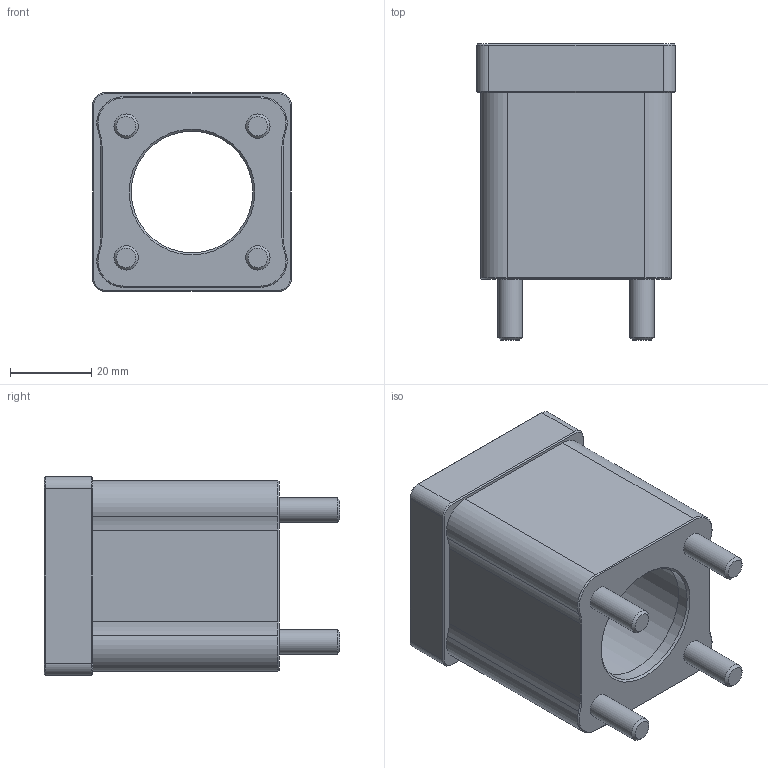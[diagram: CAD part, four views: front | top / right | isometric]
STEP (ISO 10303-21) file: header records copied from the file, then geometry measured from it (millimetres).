
FILE_DESCRIPTION(/* description */ (''),/* implementation_level */ '2;1');
FILE_NAME(/* name */ 'CAD_73442.stp',/* time_stamp */ '2016-11-11T10:54:00+01:00',/* author */ ('Hypex'),/* organization */ ('Hypex'),/* preprocessor_version */ 'ST-DEVELOPER v16.1',/* originating_system */ 'Autodesk Inventor 2016',/* authorisation */ '');
FILE_SCHEMA (('AUTOMOTIVE_DESIGN { 1 0 10303 214 3 1 1 }'));
Length unit declared in the file: millimetre
Products named in the file (1): CAD_73442
Bounding box: 49 x 73 x 49 mm (x, y, z)
Volume: 75347.5 mm3; surface area: 22070 mm2
Topology: 1 solids, 1 shells, 90 faces, 185 edges, 112 vertices
Faces by surface type: plane 37, cylinder 31, cone 22
Full cylindrical faces by diameter (mm): 3.242 x4, 6 x4, 30 x2, 34 x1
Entity records: 2304 total; most frequent: DIRECTION 434, CARTESIAN_POINT 371, ORIENTED_EDGE 336, AXIS2_PLACEMENT_3D 175, EDGE_CURVE 168, EDGE_LOOP 124, VERTEX_POINT 112, FACE_OUTER_BOUND 90
